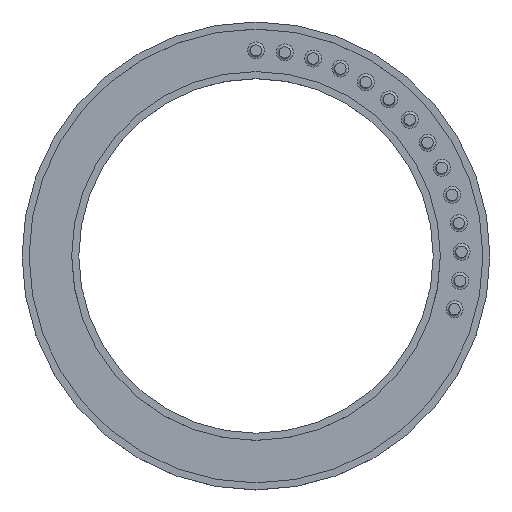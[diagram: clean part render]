
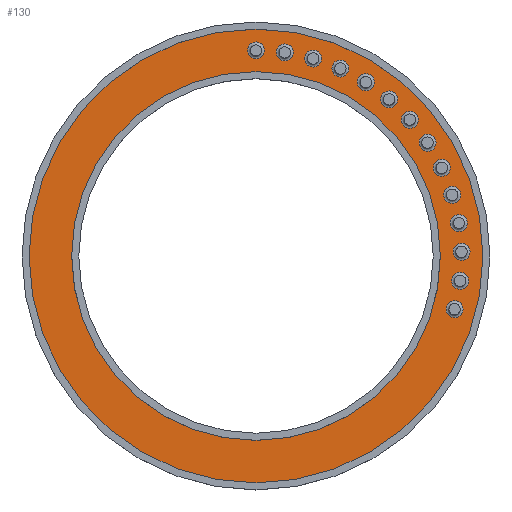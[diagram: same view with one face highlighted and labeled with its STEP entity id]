
A CAD part, top view. The second image highlights one B-rep face of the part: STEP entity #130.
In plain terms, the highlighted planar face has unit normal (0, 0, 1).
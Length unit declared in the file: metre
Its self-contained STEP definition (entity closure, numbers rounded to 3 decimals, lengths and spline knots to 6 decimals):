
#130 = ADVANCED_FACE( '', ( #295, #296, #297, #298, #299, #300, #301, #302, #303, #304, #305, #306, #307, #308, #309, #310 ), #311, .T. );
#295 = FACE_BOUND( '', #502, .T. );
#296 = FACE_BOUND( '', #503, .T. );
#297 = FACE_BOUND( '', #504, .T. );
#298 = FACE_BOUND( '', #505, .T. );
#299 = FACE_BOUND( '', #506, .T. );
#300 = FACE_BOUND( '', #507, .T. );
#301 = FACE_BOUND( '', #508, .T. );
#302 = FACE_BOUND( '', #509, .T. );
#303 = FACE_BOUND( '', #510, .T. );
#304 = FACE_BOUND( '', #511, .T. );
#305 = FACE_BOUND( '', #512, .T. );
#306 = FACE_BOUND( '', #513, .T. );
#307 = FACE_BOUND( '', #514, .T. );
#308 = FACE_BOUND( '', #515, .T. );
#309 = FACE_BOUND( '', #516, .T. );
#310 = FACE_OUTER_BOUND( '', #517, .T. );
#311 = PLANE( '', #518 );
#502 = EDGE_LOOP( '', ( #759 ) );
#503 = EDGE_LOOP( '', ( #760 ) );
#504 = EDGE_LOOP( '', ( #761 ) );
#505 = EDGE_LOOP( '', ( #762 ) );
#506 = EDGE_LOOP( '', ( #763 ) );
#507 = EDGE_LOOP( '', ( #764 ) );
#508 = EDGE_LOOP( '', ( #765 ) );
#509 = EDGE_LOOP( '', ( #766 ) );
#510 = EDGE_LOOP( '', ( #767 ) );
#511 = EDGE_LOOP( '', ( #768 ) );
#512 = EDGE_LOOP( '', ( #769 ) );
#513 = EDGE_LOOP( '', ( #770 ) );
#514 = EDGE_LOOP( '', ( #771 ) );
#515 = EDGE_LOOP( '', ( #772 ) );
#516 = EDGE_LOOP( '', ( #773 ) );
#517 = EDGE_LOOP( '', ( #774 ) );
#518 = AXIS2_PLACEMENT_3D( '', #775, #776, #777 );
#759 = ORIENTED_EDGE( '', *, *, #966, .T. );
#760 = ORIENTED_EDGE( '', *, *, #967, .T. );
#761 = ORIENTED_EDGE( '', *, *, #962, .T. );
#762 = ORIENTED_EDGE( '', *, *, #908, .T. );
#763 = ORIENTED_EDGE( '', *, *, #968, .T. );
#764 = ORIENTED_EDGE( '', *, *, #929, .T. );
#765 = ORIENTED_EDGE( '', *, *, #899, .T. );
#766 = ORIENTED_EDGE( '', *, *, #957, .T. );
#767 = ORIENTED_EDGE( '', *, *, #959, .T. );
#768 = ORIENTED_EDGE( '', *, *, #969, .T. );
#769 = ORIENTED_EDGE( '', *, *, #970, .T. );
#770 = ORIENTED_EDGE( '', *, *, #971, .T. );
#771 = ORIENTED_EDGE( '', *, *, #949, .T. );
#772 = ORIENTED_EDGE( '', *, *, #972, .T. );
#773 = ORIENTED_EDGE( '', *, *, #973, .F. );
#774 = ORIENTED_EDGE( '', *, *, #947, .T. );
#775 = CARTESIAN_POINT( '', ( 0., 0., 0.0025 ) );
#776 = DIRECTION( '', ( 0., 0., 1. ) );
#777 = DIRECTION( '', ( 1., 0., 0. ) );
#899 = EDGE_CURVE( '', #999, #999, #1000, .F. );
#908 = EDGE_CURVE( '', #1014, #1014, #1015, .F. );
#929 = EDGE_CURVE( '', #1047, #1047, #1048, .F. );
#947 = EDGE_CURVE( '', #1076, #1076, #1077, .T. );
#949 = EDGE_CURVE( '', #1079, #1079, #1080, .F. );
#957 = EDGE_CURVE( '', #1092, #1092, #1093, .F. );
#959 = EDGE_CURVE( '', #1095, #1095, #1096, .F. );
#962 = EDGE_CURVE( '', #1099, #1099, #1100, .F. );
#966 = EDGE_CURVE( '', #1105, #1105, #1106, .F. );
#967 = EDGE_CURVE( '', #1107, #1107, #1108, .F. );
#968 = EDGE_CURVE( '', #1109, #1109, #1110, .F. );
#969 = EDGE_CURVE( '', #1111, #1111, #1112, .F. );
#970 = EDGE_CURVE( '', #1113, #1113, #1114, .F. );
#971 = EDGE_CURVE( '', #1115, #1115, #1116, .F. );
#972 = EDGE_CURVE( '', #1117, #1117, #1118, .F. );
#973 = EDGE_CURVE( '', #1119, #1119, #1120, .T. );
#999 = VERTEX_POINT( '', #1149 );
#1000 = CIRCLE( '', #1150, 0.003 );
#1014 = VERTEX_POINT( '', #1164 );
#1015 = CIRCLE( '', #1165, 0.003 );
#1047 = VERTEX_POINT( '', #1197 );
#1048 = CIRCLE( '', #1198, 0.003 );
#1076 = VERTEX_POINT( '', #1226 );
#1077 = CIRCLE( '', #1227, 0.08 );
#1079 = VERTEX_POINT( '', #1229 );
#1080 = CIRCLE( '', #1230, 0.003 );
#1092 = VERTEX_POINT( '', #1242 );
#1093 = CIRCLE( '', #1243, 0.003 );
#1095 = VERTEX_POINT( '', #1245 );
#1096 = CIRCLE( '', #1246, 0.003 );
#1099 = VERTEX_POINT( '', #1249 );
#1100 = CIRCLE( '', #1250, 0.003 );
#1105 = VERTEX_POINT( '', #1255 );
#1106 = CIRCLE( '', #1256, 0.003 );
#1107 = VERTEX_POINT( '', #1257 );
#1108 = CIRCLE( '', #1258, 0.003 );
#1109 = VERTEX_POINT( '', #1259 );
#1110 = CIRCLE( '', #1260, 0.003 );
#1111 = VERTEX_POINT( '', #1261 );
#1112 = CIRCLE( '', #1262, 0.003 );
#1113 = VERTEX_POINT( '', #1263 );
#1114 = CIRCLE( '', #1264, 0.003 );
#1115 = VERTEX_POINT( '', #1265 );
#1116 = CIRCLE( '', #1266, 0.003 );
#1117 = VERTEX_POINT( '', #1267 );
#1118 = CIRCLE( '', #1268, 0.003 );
#1119 = VERTEX_POINT( '', #1269 );
#1120 = CIRCLE( '', #1270, 0.065 );
#1149 = CARTESIAN_POINT( '', ( 0.063484, 0.039975, 0.0025 ) );
#1150 = AXIS2_PLACEMENT_3D( '', #1298, #1299, #1300 );
#1164 = CARTESIAN_POINT( '', ( 0.074561, 0.01163, 0.0025 ) );
#1165 = AXIS2_PLACEMENT_3D( '', #1316, #1317, #1318 );
#1197 = CARTESIAN_POINT( '', ( 0.0685, 0.03108, 0.0025 ) );
#1198 = AXIS2_PLACEMENT_3D( '', #1352, #1353, #1354 );
#1226 = CARTESIAN_POINT( '', ( 0.08, 0., 0.0025 ) );
#1227 = AXIS2_PLACEMENT_3D( '', #1385, #1386, #1387 );
#1229 = CARTESIAN_POINT( '', ( 0.013186, 0.071781, 0.0025 ) );
#1230 = AXIS2_PLACEMENT_3D( '', #1388, #1389, #1390 );
#1242 = CARTESIAN_POINT( '', ( 0.057267, 0.048076, 0.0025 ) );
#1243 = AXIS2_PLACEMENT_3D( '', #1403, #1404, #1405 );
#1245 = CARTESIAN_POINT( '', ( 0.049974, 0.055224, 0.0025 ) );
#1246 = AXIS2_PLACEMENT_3D( '', #1406, #1407, #1408 );
#1249 = CARTESIAN_POINT( '', ( 0.075485, 0.00146, 0.0025 ) );
#1250 = AXIS2_PLACEMENT_3D( '', #1409, #1410, #1411 );
#1255 = CARTESIAN_POINT( '', ( 0.07303, -0.018764, 0.0025 ) );
#1256 = AXIS2_PLACEMENT_3D( '', #1415, #1416, #1417 );
#1257 = CARTESIAN_POINT( '', ( 0.074971, -0.008739, 0.0025 ) );
#1258 = AXIS2_PLACEMENT_3D( '', #1418, #1419, #1420 );
#1259 = CARTESIAN_POINT( '', ( 0.072217, 0.021569, 0.0025 ) );
#1260 = AXIS2_PLACEMENT_3D( '', #1421, #1422, #1423 );
#1261 = CARTESIAN_POINT( '', ( 0.041749, 0.061276, 0.0025 ) );
#1262 = AXIS2_PLACEMENT_3D( '', #1424, #1425, #1426 );
#1263 = CARTESIAN_POINT( '', ( 0.032755, 0.066113, 0.0025 ) );
#1264 = AXIS2_PLACEMENT_3D( '', #1427, #1428, #1429 );
#1265 = CARTESIAN_POINT( '', ( 0.023171, 0.069638, 0.0025 ) );
#1266 = AXIS2_PLACEMENT_3D( '', #1430, #1431, #1432 );
#1267 = CARTESIAN_POINT( '', ( 0.003, 0.0725, 0.0025 ) );
#1268 = AXIS2_PLACEMENT_3D( '', #1433, #1434, #1435 );
#1269 = CARTESIAN_POINT( '', ( 0.065, 0., 0.0025 ) );
#1270 = AXIS2_PLACEMENT_3D( '', #1436, #1437, #1438 );
#1298 = CARTESIAN_POINT( '', ( 0.060484, 0.039975, 0.0025 ) );
#1299 = DIRECTION( '', ( 0., 0., 1. ) );
#1300 = DIRECTION( '', ( 1., 0., 0. ) );
#1316 = CARTESIAN_POINT( '', ( 0.071561, 0.01163, 0.0025 ) );
#1317 = DIRECTION( '', ( 0., 0., 1. ) );
#1318 = DIRECTION( '', ( 1., 0., 0. ) );
#1352 = CARTESIAN_POINT( '', ( 0.0655, 0.03108, 0.0025 ) );
#1353 = DIRECTION( '', ( 0., 0., 1. ) );
#1354 = DIRECTION( '', ( 1., 0., 0. ) );
#1385 = CARTESIAN_POINT( '', ( 0., 0., 0.0025 ) );
#1386 = DIRECTION( '', ( 0., 0., 1. ) );
#1387 = DIRECTION( '', ( 1., 0., 0. ) );
#1388 = CARTESIAN_POINT( '', ( 0.010186, 0.071781, 0.0025 ) );
#1389 = DIRECTION( '', ( 0., 0., 1. ) );
#1390 = DIRECTION( '', ( 1., 0., 0. ) );
#1403 = CARTESIAN_POINT( '', ( 0.054267, 0.048076, 0.0025 ) );
#1404 = DIRECTION( '', ( 0., 0., 1. ) );
#1405 = DIRECTION( '', ( 1., 0., 0. ) );
#1406 = CARTESIAN_POINT( '', ( 0.046974, 0.055224, 0.0025 ) );
#1407 = DIRECTION( '', ( 0., 0., 1. ) );
#1408 = DIRECTION( '', ( 1., 0., 0. ) );
#1409 = CARTESIAN_POINT( '', ( 0.072485, 0.00146, 0.0025 ) );
#1410 = DIRECTION( '', ( 0., 0., 1. ) );
#1411 = DIRECTION( '', ( 1., 0., 0. ) );
#1415 = CARTESIAN_POINT( '', ( 0.07003, -0.018764, 0.0025 ) );
#1416 = DIRECTION( '', ( 0., 0., 1. ) );
#1417 = DIRECTION( '', ( 1., 0., 0. ) );
#1418 = CARTESIAN_POINT( '', ( 0.071971, -0.008739, 0.0025 ) );
#1419 = DIRECTION( '', ( 0., 0., 1. ) );
#1420 = DIRECTION( '', ( 1., 0., 0. ) );
#1421 = CARTESIAN_POINT( '', ( 0.069217, 0.021569, 0.0025 ) );
#1422 = DIRECTION( '', ( 0., 0., 1. ) );
#1423 = DIRECTION( '', ( 1., 0., 0. ) );
#1424 = CARTESIAN_POINT( '', ( 0.038749, 0.061276, 0.0025 ) );
#1425 = DIRECTION( '', ( 0., 0., 1. ) );
#1426 = DIRECTION( '', ( 1., 0., 0. ) );
#1427 = CARTESIAN_POINT( '', ( 0.029755, 0.066113, 0.0025 ) );
#1428 = DIRECTION( '', ( 0., 0., 1. ) );
#1429 = DIRECTION( '', ( 1., 0., 0. ) );
#1430 = CARTESIAN_POINT( '', ( 0.020171, 0.069638, 0.0025 ) );
#1431 = DIRECTION( '', ( 0., 0., 1. ) );
#1432 = DIRECTION( '', ( 1., 0., 0. ) );
#1433 = CARTESIAN_POINT( '', ( 0., 0.0725, 0.0025 ) );
#1434 = DIRECTION( '', ( 0., 0., 1. ) );
#1435 = DIRECTION( '', ( 1., 0., 0. ) );
#1436 = CARTESIAN_POINT( '', ( 0., 0., 0.0025 ) );
#1437 = DIRECTION( '', ( 0., 0., 1. ) );
#1438 = DIRECTION( '', ( 1., 0., 0. ) );
